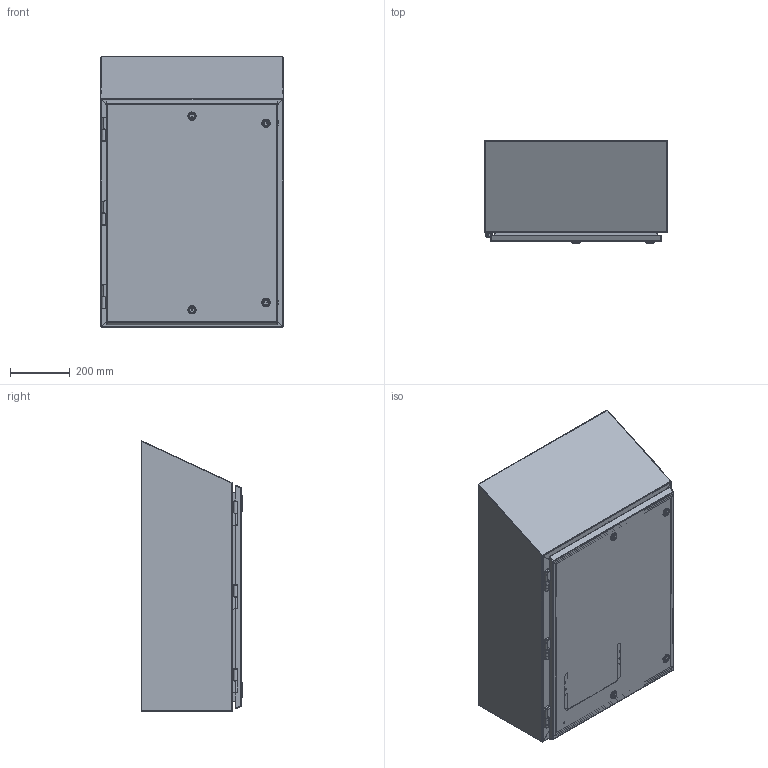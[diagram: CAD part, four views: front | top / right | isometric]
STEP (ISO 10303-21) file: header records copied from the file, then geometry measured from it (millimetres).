
FILE_DESCRIPTION (( 'STEP AP214' ), '1' );
FILE_NAME ('HWST302412S16.STEP', '2020-11-23T21:21:25', ( '' ), ( '' ), 'SwSTEP 2.0', 'SolidWorks 2019', '' );
FILE_SCHEMA (( 'AUTOMOTIVE_DESIGN' ));
Length unit declared in the file: inch
Products named in the file (1): HWST302412S16
Bounding box: 609.6 x 339.6 x 902.85 mm (x, y, z)
Volume: 4139008.4 mm3; surface area: 4433735.5 mm2
Topology: 63 solids, 64 shells, 1510 faces, 3545 edges, 2218 vertices
Faces by surface type: plane 929, cylinder 397, bspline 130, cone 54
Full cylindrical faces by diameter (mm): 3.307 x2, 4.166 x2, 4.917 x12, 5 x4, 5.74 x12, 6 x10, 6.096 x12, 6.1 x6, 6.35 x4, 6.985 x6, 7.937 x2, 8.433 x4, 9.347 x2, 9.525 x4, 9.83 x8, 12.7 x12, 13.335 x4, 15.875 x10, 16.002 x4, 16.51 x4, 19.5 x4, 19.939 x4, 27.94 x4, 88.9 x1
Entity records: 48643 total; most frequent: CARTESIAN_POINT 15138, ORIENTED_EDGE 6564, DIRECTION 6388, EDGE_CURVE 3282, AXIS2_PLACEMENT_3D 2171, VERTEX_POINT 2156, VECTOR 2046, LINE 2046
